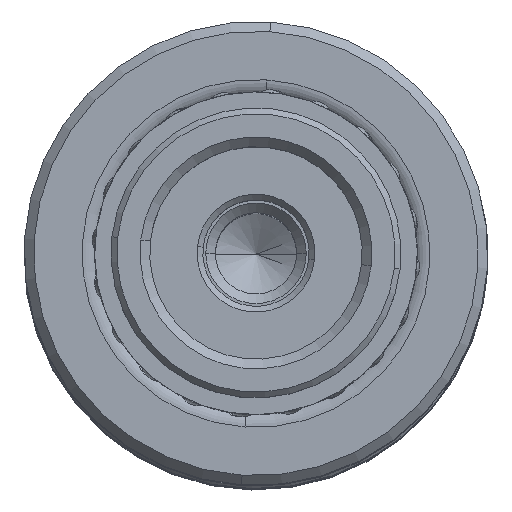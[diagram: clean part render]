
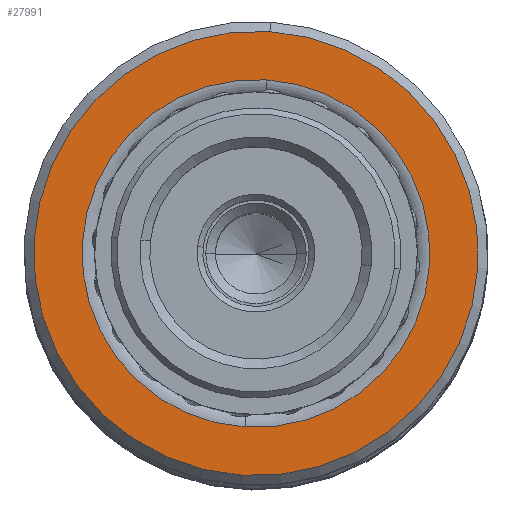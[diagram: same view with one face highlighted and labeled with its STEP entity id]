
A CAD part, top view. The second image highlights one B-rep face of the part: STEP entity #27991.
In plain terms, the highlighted face is planar.
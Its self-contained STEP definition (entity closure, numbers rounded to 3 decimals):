
#453 = ORIENTED_EDGE ( 'NONE', *, *, #18139, .T. ) ;
#686 = DIRECTION ( 'NONE',  ( 0., 0., 1. ) ) ;
#767 = DIRECTION ( 'NONE',  ( 0., 0., 1. ) ) ;
#775 = EDGE_CURVE ( 'NONE', #1478, #10855, #33257, .T. ) ;
#1478 = VERTEX_POINT ( 'NONE', #8393 ) ;
#5793 = DIRECTION ( 'NONE',  ( 0., 0., -1. ) ) ;
#5808 = EDGE_CURVE ( 'NONE', #32096, #21509, #15118, .T. ) ;
#6745 = DIRECTION ( 'NONE',  ( 0., 0., 1. ) ) ;
#8393 = CARTESIAN_POINT ( 'NONE',  ( 9., 0., 0. ) ) ;
#8628 = DIRECTION ( 'NONE',  ( 0., 0., -1. ) ) ;
#9411 = CARTESIAN_POINT ( 'NONE',  ( 11.5, 0., 0. ) ) ;
#10855 = VERTEX_POINT ( 'NONE', #27880 ) ;
#11932 = EDGE_CURVE ( 'NONE', #21509, #32096, #27511, .T. ) ;
#11958 = CARTESIAN_POINT ( 'NONE',  ( 0., 0., 0. ) ) ;
#12036 = CARTESIAN_POINT ( 'NONE',  ( -11.5, 0., 0. ) ) ;
#12602 = AXIS2_PLACEMENT_3D ( 'NONE', #16425, #686, #19057 ) ;
#13885 = AXIS2_PLACEMENT_3D ( 'NONE', #24373, #8628, #27023 ) ;
#14312 = AXIS2_PLACEMENT_3D ( 'NONE', #11958, #6745, #25153 ) ;
#14617 = ORIENTED_EDGE ( 'NONE', *, *, #5808, .T. ) ;
#15118 = CIRCLE ( 'NONE', #28734, 11.5 ) ;
#16425 = CARTESIAN_POINT ( 'NONE',  ( 0., 0., 0. ) ) ;
#16492 = CARTESIAN_POINT ( 'NONE',  ( 0., 0., 0. ) ) ;
#17079 = EDGE_LOOP ( 'NONE', ( #23543, #453 ) ) ;
#18139 = EDGE_CURVE ( 'NONE', #10855, #1478, #20840, .T. ) ;
#18843 = AXIS2_PLACEMENT_3D ( 'NONE', #16492, #767, #19138 ) ;
#19057 = DIRECTION ( 'NONE',  ( 1., 0., 0. ) ) ;
#19138 = DIRECTION ( 'NONE',  ( 1., 0., 0. ) ) ;
#19617 = EDGE_LOOP ( 'NONE', ( #14617, #28176 ) ) ;
#20840 = CIRCLE ( 'NONE', #12602, 9. ) ;
#21509 = VERTEX_POINT ( 'NONE', #12036 ) ;
#21540 = CARTESIAN_POINT ( 'NONE',  ( 0., 0., 0. ) ) ;
#22064 = FACE_OUTER_BOUND ( 'NONE', #19617, .T. ) ;
#22532 = PLANE ( 'NONE',  #14312 ) ;
#23543 = ORIENTED_EDGE ( 'NONE', *, *, #775, .T. ) ;
#24179 = DIRECTION ( 'NONE',  ( 1., 0., 0. ) ) ;
#24373 = CARTESIAN_POINT ( 'NONE',  ( 0., 0., 0. ) ) ;
#25153 = DIRECTION ( 'NONE',  ( 1., 0., 0. ) ) ;
#27023 = DIRECTION ( 'NONE',  ( 1., 0., 0. ) ) ;
#27511 = CIRCLE ( 'NONE', #13885, 11.5 ) ;
#27880 = CARTESIAN_POINT ( 'NONE',  ( -9., 0., 0. ) ) ;
#27991 = ADVANCED_FACE ( 'NONE', ( #29032, #22064 ), #22532, .F. ) ;
#28176 = ORIENTED_EDGE ( 'NONE', *, *, #11932, .T. ) ;
#28734 = AXIS2_PLACEMENT_3D ( 'NONE', #21540, #5793, #24179 ) ;
#29032 = FACE_BOUND ( 'NONE', #17079, .T. ) ;
#32096 = VERTEX_POINT ( 'NONE', #9411 ) ;
#33257 = CIRCLE ( 'NONE', #18843, 9. ) ;
